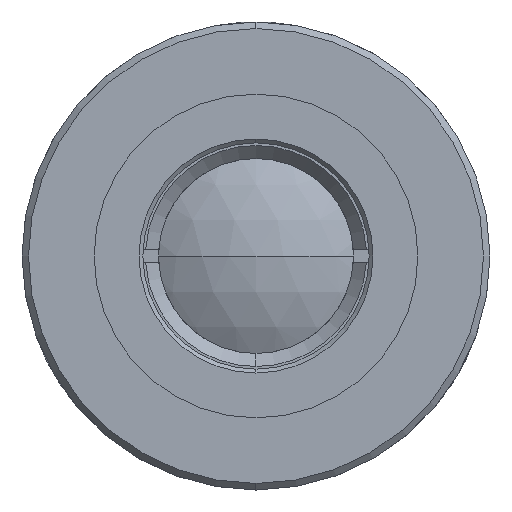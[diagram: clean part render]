
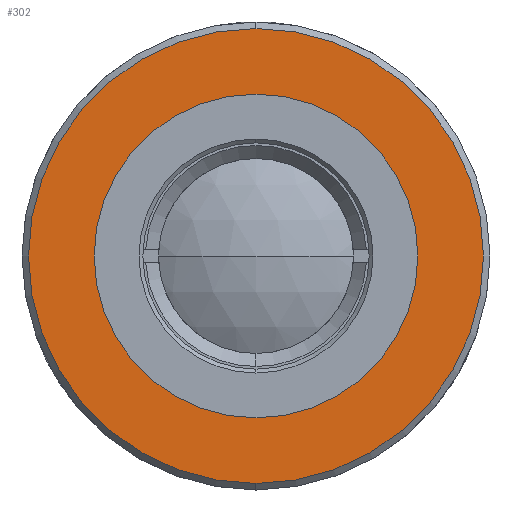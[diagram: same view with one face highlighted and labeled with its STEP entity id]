
A CAD part, left-side view. The second image highlights one B-rep face of the part: STEP entity #302.
In plain terms, the highlighted planar face has unit normal (-1, 0, 0).
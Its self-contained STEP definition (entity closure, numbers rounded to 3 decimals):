
#68 = CARTESIAN_POINT ( 'NONE',  ( -4.996, 0., 0. ) ) ;
#95 = CIRCLE ( 'NONE', #2469, 17.5 ) ;
#252 = VERTEX_POINT ( 'NONE', #2969 ) ;
#302 = ADVANCED_FACE ( 'NONE', ( #3242, #2472 ), #1933, .F. ) ;
#401 = CARTESIAN_POINT ( 'NONE',  ( -4.996, 0., 0. ) ) ;
#666 = CARTESIAN_POINT ( 'NONE',  ( -4.996, 0., -17.5 ) ) ;
#694 = CIRCLE ( 'NONE', #2851, 12.45 ) ;
#718 = DIRECTION ( 'NONE',  ( 0., 0., 1. ) ) ;
#741 = CIRCLE ( 'NONE', #2123, 17.5 ) ;
#748 = DIRECTION ( 'NONE',  ( -1., 0., 0. ) ) ;
#955 = EDGE_CURVE ( 'NONE', #1969, #2047, #741, .T. ) ;
#1117 = DIRECTION ( 'NONE',  ( 0., 0., -1. ) ) ;
#1177 = EDGE_CURVE ( 'NONE', #252, #2701, #1347, .T. ) ;
#1293 = AXIS2_PLACEMENT_3D ( 'NONE', #401, #3320, #718 ) ;
#1347 = CIRCLE ( 'NONE', #1293, 12.45 ) ;
#1369 = ORIENTED_EDGE ( 'NONE', *, *, #955, .T. ) ;
#1510 = CARTESIAN_POINT ( 'NONE',  ( -4.996, 0., 0. ) ) ;
#1653 = CARTESIAN_POINT ( 'NONE',  ( -4.996, 0., 0. ) ) ;
#1816 = CARTESIAN_POINT ( 'NONE',  ( -4.996, 0., 17.5 ) ) ;
#1824 = ORIENTED_EDGE ( 'NONE', *, *, #1177, .F. ) ;
#1933 = PLANE ( 'NONE',  #2056 ) ;
#1969 = VERTEX_POINT ( 'NONE', #666 ) ;
#2047 = VERTEX_POINT ( 'NONE', #1816 ) ;
#2056 = AXIS2_PLACEMENT_3D ( 'NONE', #2983, #2728, #3175 ) ;
#2123 = AXIS2_PLACEMENT_3D ( 'NONE', #1510, #748, #3057 ) ;
#2138 = DIRECTION ( 'NONE',  ( -1., 0., 0. ) ) ;
#2369 = EDGE_CURVE ( 'NONE', #2701, #252, #694, .T. ) ;
#2384 = EDGE_LOOP ( 'NONE', ( #1824, #3137 ) ) ;
#2451 = EDGE_CURVE ( 'NONE', #2047, #1969, #95, .T. ) ;
#2469 = AXIS2_PLACEMENT_3D ( 'NONE', #68, #2138, #1117 ) ;
#2472 = FACE_BOUND ( 'NONE', #2384, .T. ) ;
#2701 = VERTEX_POINT ( 'NONE', #2747 ) ;
#2725 = EDGE_LOOP ( 'NONE', ( #1369, #3256 ) ) ;
#2728 = DIRECTION ( 'NONE',  ( 1., 0., 0. ) ) ;
#2747 = CARTESIAN_POINT ( 'NONE',  ( -4.996, 0., -12.45 ) ) ;
#2851 = AXIS2_PLACEMENT_3D ( 'NONE', #1653, #3205, #2964 ) ;
#2964 = DIRECTION ( 'NONE',  ( 0., 0., 1. ) ) ;
#2969 = CARTESIAN_POINT ( 'NONE',  ( -4.996, 0., 12.45 ) ) ;
#2983 = CARTESIAN_POINT ( 'NONE',  ( -4.996, 18., 0. ) ) ;
#3057 = DIRECTION ( 'NONE',  ( 0., 0., -1. ) ) ;
#3137 = ORIENTED_EDGE ( 'NONE', *, *, #2369, .F. ) ;
#3175 = DIRECTION ( 'NONE',  ( 0., 0., -1. ) ) ;
#3205 = DIRECTION ( 'NONE',  ( -1., 0., 0. ) ) ;
#3242 = FACE_OUTER_BOUND ( 'NONE', #2725, .T. ) ;
#3256 = ORIENTED_EDGE ( 'NONE', *, *, #2451, .T. ) ;
#3320 = DIRECTION ( 'NONE',  ( -1., 0., 0. ) ) ;
